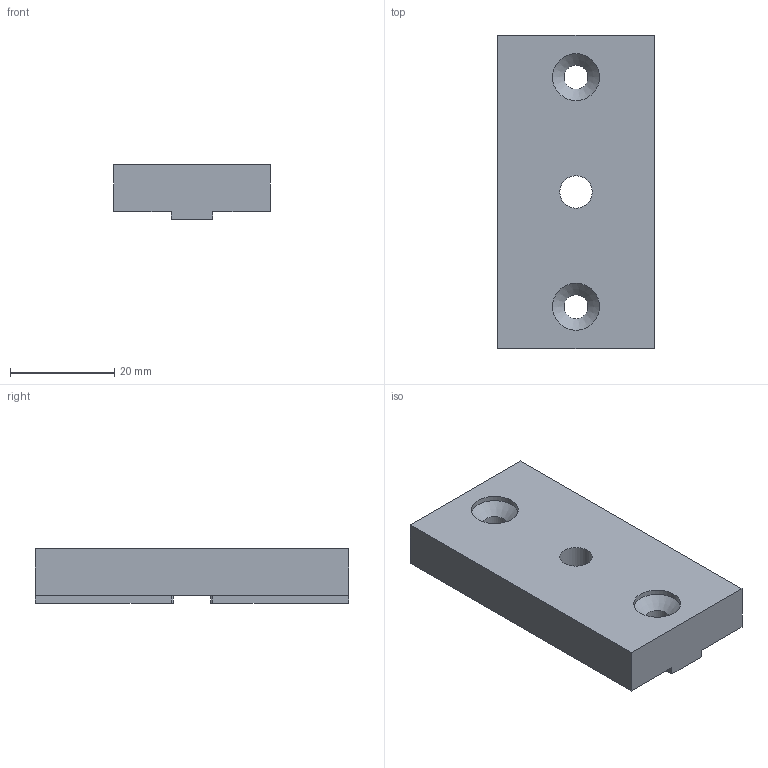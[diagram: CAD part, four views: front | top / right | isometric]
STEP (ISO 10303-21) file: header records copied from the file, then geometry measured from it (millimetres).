
FILE_DESCRIPTION(/* description */ (''),/* implementation_level */ '2;1');
FILE_NAME(/* name */ 'Halterung_vertikal.stp',/* time_stamp */ '2024-03-06T16:12:19+01:00',/* author */ ('andre'),/* organization */ (''),/* preprocessor_version */ 'ST-DEVELOPER v20',/* originating_system */ 'Autodesk Inventor 2024',/* authorisation */ '');
FILE_SCHEMA (('AUTOMOTIVE_DESIGN { 1 0 10303 214 3 1 1 }'));
Length unit declared in the file: millimetre
Products named in the file (1): Halterung_vertikal
Bounding box: 30 x 60 x 10.5 mm (x, y, z)
Volume: 15774.9 mm3; surface area: 5847.2 mm2
Topology: 1 solids, 1 shells, 31 faces, 83 edges, 54 vertices
Faces by surface type: plane 20, cylinder 9, cone 2
Full cylindrical faces by diameter (mm): 4.6 x2, 6.2 x1, 9 x2
Entity records: 1018 total; most frequent: CARTESIAN_POINT 169, ORIENTED_EDGE 166, DIRECTION 165, EDGE_CURVE 83, LINE 65, VECTOR 65, VERTEX_POINT 54, AXIS2_PLACEMENT_3D 50
